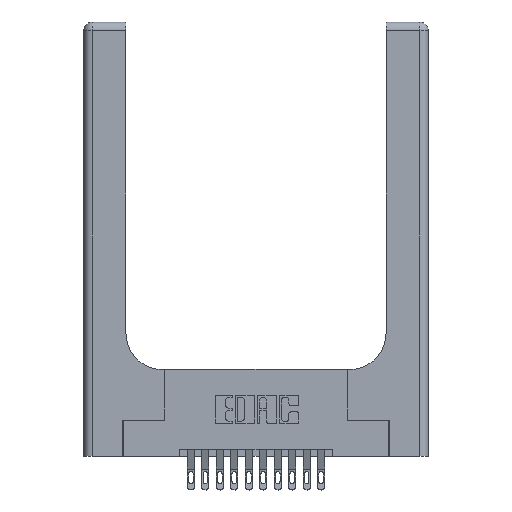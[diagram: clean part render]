
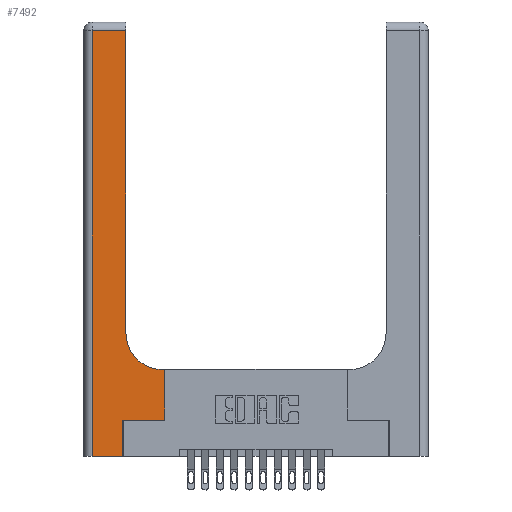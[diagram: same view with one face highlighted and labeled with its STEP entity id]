
A CAD part, top view. The second image highlights one B-rep face of the part: STEP entity #7492.
In plain terms, the highlighted planar face has unit normal (0, 0, 1).
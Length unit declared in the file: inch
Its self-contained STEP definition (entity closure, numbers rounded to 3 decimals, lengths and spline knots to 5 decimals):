
#269 = CARTESIAN_POINT ( 'NONE',  ( 0.5415, 0.6, 0.37 ) ) ;
#608 = CARTESIAN_POINT ( 'NONE',  ( 0.5415, 0.85, 0.37 ) ) ;
#721 = DIRECTION ( 'NONE',  ( 0., 0., -1. ) ) ;
#1064 = VECTOR ( 'NONE', #5107, 39.37008 ) ;
#1653 = CARTESIAN_POINT ( 'NONE',  ( 0.5585, 0.6, 0.37 ) ) ;
#1856 = VECTOR ( 'NONE', #5630, 39.37008 ) ;
#1907 = EDGE_LOOP ( 'NONE', ( #1997, #6245, #16825, #10187, #13728, #7098, #17634, #7529, #11431 ) ) ;
#1997 = ORIENTED_EDGE ( 'NONE', *, *, #12033, .T. ) ;
#2009 = CARTESIAN_POINT ( 'NONE',  ( 0.269, 0.25, 0.37 ) ) ;
#2069 = DIRECTION ( 'NONE',  ( 1., 0., 0. ) ) ;
#2238 = CARTESIAN_POINT ( 'NONE',  ( 0.06, 2.94, 0.37 ) ) ;
#2284 = VERTEX_POINT ( 'NONE', #269 ) ;
#2552 = CARTESIAN_POINT ( 'NONE',  ( 0.269, 0.25, 0.37 ) ) ;
#2793 = EDGE_CURVE ( 'NONE', #5591, #17551, #12261, .T. ) ;
#3373 = FACE_OUTER_BOUND ( 'NONE', #1907, .T. ) ;
#3756 = DIRECTION ( 'NONE',  ( 0., 1., 0. ) ) ;
#4334 = LINE ( 'NONE', #4687, #11074 ) ;
#4687 = CARTESIAN_POINT ( 'NONE',  ( 0.2915, 0.6, 0.37 ) ) ;
#5062 = VECTOR ( 'NONE', #11137, 39.37008 ) ;
#5107 = DIRECTION ( 'NONE',  ( -1., 0., 0. ) ) ;
#5289 = VERTEX_POINT ( 'NONE', #2009 ) ;
#5591 = VERTEX_POINT ( 'NONE', #9828 ) ;
#5630 = DIRECTION ( 'NONE',  ( 0., -1., 0. ) ) ;
#5785 = VERTEX_POINT ( 'NONE', #8936 ) ;
#6245 = ORIENTED_EDGE ( 'NONE', *, *, #8065, .T. ) ;
#6428 = PLANE ( 'NONE',  #15970 ) ;
#7098 = ORIENTED_EDGE ( 'NONE', *, *, #14536, .T. ) ;
#7191 = VERTEX_POINT ( 'NONE', #11121 ) ;
#7492 = ADVANCED_FACE ( 'NONE', ( #3373 ), #6428, .F. ) ;
#7529 = ORIENTED_EDGE ( 'NONE', *, *, #16941, .T. ) ;
#7788 = CARTESIAN_POINT ( 'NONE',  ( 0., 3., 0.37 ) ) ;
#8030 = CIRCLE ( 'NONE', #15175, 0.25 ) ;
#8065 = EDGE_CURVE ( 'NONE', #5785, #10916, #11625, .T. ) ;
#8425 = VECTOR ( 'NONE', #13016, 39.37008 ) ;
#8555 = DIRECTION ( 'NONE',  ( 1., 0., 0. ) ) ;
#8666 = CARTESIAN_POINT ( 'NONE',  ( 0., 0., 0.37 ) ) ;
#8936 = CARTESIAN_POINT ( 'NONE',  ( 0.2915, 2.94, 0.37 ) ) ;
#9644 = EDGE_CURVE ( 'NONE', #17551, #5289, #15539, .T. ) ;
#9788 = CARTESIAN_POINT ( 'NONE',  ( 0.5585, 0.25, 0.37 ) ) ;
#9828 = CARTESIAN_POINT ( 'NONE',  ( 0.06, 0., 0.37 ) ) ;
#10187 = ORIENTED_EDGE ( 'NONE', *, *, #2793, .T. ) ;
#10316 = DIRECTION ( 'NONE',  ( 0., 0., -1. ) ) ;
#10422 = DIRECTION ( 'NONE',  ( -1., 0., 0. ) ) ;
#10916 = VERTEX_POINT ( 'NONE', #2238 ) ;
#11074 = VECTOR ( 'NONE', #11435, 39.37008 ) ;
#11121 = CARTESIAN_POINT ( 'NONE',  ( 0.2915, 0.85, 0.37 ) ) ;
#11137 = DIRECTION ( 'NONE',  ( 0., 1., 0. ) ) ;
#11431 = ORIENTED_EDGE ( 'NONE', *, *, #15942, .T. ) ;
#11435 = DIRECTION ( 'NONE',  ( -1., 0., 0. ) ) ;
#11625 = LINE ( 'NONE', #13142, #1064 ) ;
#12006 = VECTOR ( 'NONE', #3756, 39.37008 ) ;
#12033 = EDGE_CURVE ( 'NONE', #7191, #5785, #15031, .T. ) ;
#12082 = DIRECTION ( 'NONE',  ( 1., 0., 0. ) ) ;
#12177 = LINE ( 'NONE', #9788, #5062 ) ;
#12261 = LINE ( 'NONE', #8666, #15374 ) ;
#12767 = LINE ( 'NONE', #17596, #1856 ) ;
#13016 = DIRECTION ( 'NONE',  ( 0., 1., 0. ) ) ;
#13142 = CARTESIAN_POINT ( 'NONE',  ( 0., 2.94, 0.37 ) ) ;
#13152 = LINE ( 'NONE', #2552, #13968 ) ;
#13465 = VERTEX_POINT ( 'NONE', #1653 ) ;
#13728 = ORIENTED_EDGE ( 'NONE', *, *, #9644, .T. ) ;
#13968 = VECTOR ( 'NONE', #12082, 39.37008 ) ;
#14007 = EDGE_CURVE ( 'NONE', #17268, #13465, #12177, .T. ) ;
#14536 = EDGE_CURVE ( 'NONE', #5289, #17268, #13152, .T. ) ;
#15031 = LINE ( 'NONE', #15727, #8425 ) ;
#15175 = AXIS2_PLACEMENT_3D ( 'NONE', #608, #10316, #2069 ) ;
#15374 = VECTOR ( 'NONE', #8555, 39.37008 ) ;
#15539 = LINE ( 'NONE', #17113, #12006 ) ;
#15614 = EDGE_CURVE ( 'NONE', #10916, #5591, #12767, .T. ) ;
#15727 = CARTESIAN_POINT ( 'NONE',  ( 0.2915, 3., 0.37 ) ) ;
#15942 = EDGE_CURVE ( 'NONE', #2284, #7191, #8030, .T. ) ;
#15970 = AXIS2_PLACEMENT_3D ( 'NONE', #7788, #721, #10422 ) ;
#16003 = CARTESIAN_POINT ( 'NONE',  ( 0.5585, 0.25, 0.37 ) ) ;
#16804 = CARTESIAN_POINT ( 'NONE',  ( 0.269, 0., 0.37 ) ) ;
#16825 = ORIENTED_EDGE ( 'NONE', *, *, #15614, .T. ) ;
#16941 = EDGE_CURVE ( 'NONE', #13465, #2284, #4334, .T. ) ;
#17113 = CARTESIAN_POINT ( 'NONE',  ( 0.269, 0., 0.37 ) ) ;
#17268 = VERTEX_POINT ( 'NONE', #16003 ) ;
#17551 = VERTEX_POINT ( 'NONE', #16804 ) ;
#17596 = CARTESIAN_POINT ( 'NONE',  ( 0.06, 3., 0.37 ) ) ;
#17634 = ORIENTED_EDGE ( 'NONE', *, *, #14007, .T. ) ;
